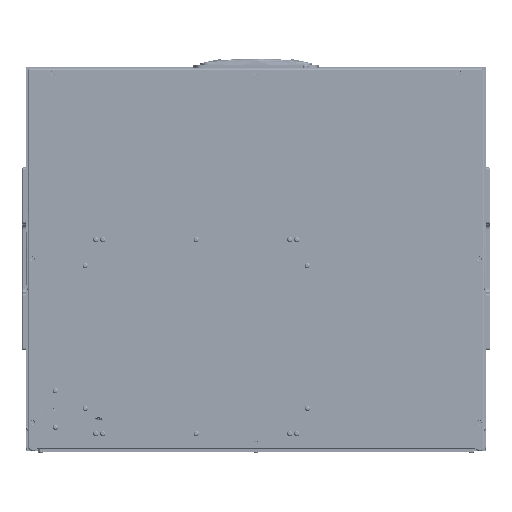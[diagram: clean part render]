
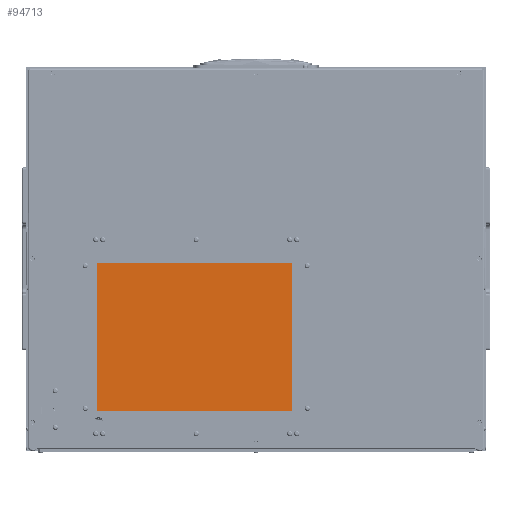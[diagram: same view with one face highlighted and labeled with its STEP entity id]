
A CAD part, front view. The second image highlights one B-rep face of the part: STEP entity #94713.
In plain terms, the highlighted planar face has unit normal (0, -1, 0).
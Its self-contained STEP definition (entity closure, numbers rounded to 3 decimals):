
#3209 = CARTESIAN_POINT ( 'NONE',  ( -141.75, -4.5, 105.65 ) ) ;
#4481 = VERTEX_POINT ( 'NONE', #42857 ) ;
#4529 = DIRECTION ( 'NONE',  ( 0., 0., -1. ) ) ;
#11267 = DIRECTION ( 'NONE',  ( 0., -1., 0. ) ) ;
#12873 = VECTOR ( 'NONE', #94604, 1000. ) ;
#13199 = CARTESIAN_POINT ( 'NONE',  ( 135.25, -4.5, -105.65 ) ) ;
#14665 = LINE ( 'NONE', #79024, #75501 ) ;
#15138 = LINE ( 'NONE', #72816, #12873 ) ;
#17719 = LINE ( 'NONE', #62477, #74002 ) ;
#20016 = ORIENTED_EDGE ( 'NONE', *, *, #85138, .T. ) ;
#21447 = CARTESIAN_POINT ( 'NONE',  ( -141.75, -4.5, -105.65 ) ) ;
#31513 = ORIENTED_EDGE ( 'NONE', *, *, #94150, .T. ) ;
#32263 = VERTEX_POINT ( 'NONE', #21447 ) ;
#32620 = DIRECTION ( 'NONE',  ( -1., 0., 0. ) ) ;
#34346 = DIRECTION ( 'NONE',  ( 0., 0., -1. ) ) ;
#40053 = CARTESIAN_POINT ( 'NONE',  ( 135.25, -4.5, 105.65 ) ) ;
#40212 = EDGE_CURVE ( 'NONE', #70349, #32263, #14665, .T. ) ;
#41917 = EDGE_CURVE ( 'NONE', #32263, #4481, #15138, .T. ) ;
#42857 = CARTESIAN_POINT ( 'NONE',  ( 135.25, -4.5, -105.65 ) ) ;
#43087 = CARTESIAN_POINT ( 'NONE',  ( 135.25, -4.5, 105.65 ) ) ;
#44017 = FACE_OUTER_BOUND ( 'NONE', #60602, .T. ) ;
#46302 = VECTOR ( 'NONE', #57120, 1000. ) ;
#54026 = AXIS2_PLACEMENT_3D ( 'NONE', #40053, #11267, #4529 ) ;
#57120 = DIRECTION ( 'NONE',  ( 0., 0., 1. ) ) ;
#60602 = EDGE_LOOP ( 'NONE', ( #20016, #31513, #82513, #88435 ) ) ;
#62477 = CARTESIAN_POINT ( 'NONE',  ( 135.25, -4.5, 105.65 ) ) ;
#65328 = VERTEX_POINT ( 'NONE', #43087 ) ;
#70349 = VERTEX_POINT ( 'NONE', #3209 ) ;
#72816 = CARTESIAN_POINT ( 'NONE',  ( 135.25, -4.5, -105.65 ) ) ;
#74002 = VECTOR ( 'NONE', #32620, 1000. ) ;
#75501 = VECTOR ( 'NONE', #34346, 1000. ) ;
#79024 = CARTESIAN_POINT ( 'NONE',  ( -141.75, -4.5, -105.65 ) ) ;
#82513 = ORIENTED_EDGE ( 'NONE', *, *, #40212, .T. ) ;
#85138 = EDGE_CURVE ( 'NONE', #4481, #65328, #85474, .T. ) ;
#85474 = LINE ( 'NONE', #13199, #46302 ) ;
#88435 = ORIENTED_EDGE ( 'NONE', *, *, #41917, .T. ) ;
#91826 = PLANE ( 'NONE',  #54026 ) ;
#94150 = EDGE_CURVE ( 'NONE', #65328, #70349, #17719, .T. ) ;
#94604 = DIRECTION ( 'NONE',  ( 1., 0., 0. ) ) ;
#94713 = ADVANCED_FACE ( 'NONE', ( #44017 ), #91826, .T. ) ;
